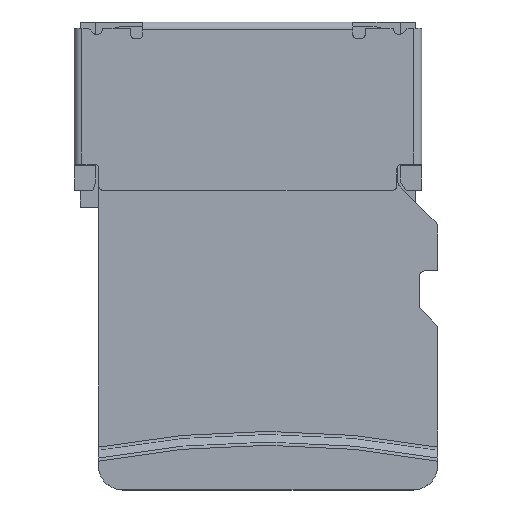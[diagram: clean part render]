
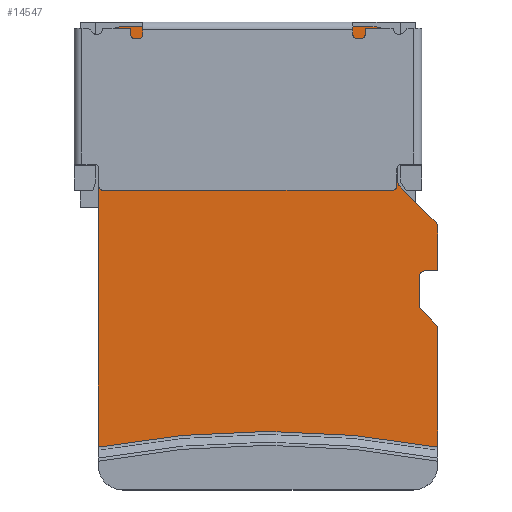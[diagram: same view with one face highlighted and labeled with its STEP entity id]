
A CAD part, top view. The second image highlights one B-rep face of the part: STEP entity #14547.
In plain terms, the highlighted planar face has unit normal (0, 0, 1).
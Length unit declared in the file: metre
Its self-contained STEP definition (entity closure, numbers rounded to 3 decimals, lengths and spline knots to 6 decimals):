
#270=CIRCLE('',#18821,0.030054);
#271=CIRCLE('',#18825,0.0002);
#273=CIRCLE('',#18829,0.0002);
#276=CIRCLE('',#18835,0.0002);
#277=CIRCLE('',#18838,0.0002);
#279=CIRCLE('',#18843,0.0008);
#281=CIRCLE('',#18846,0.0008);
#864=PLANE('',#18845);
#2275=LINE('',#26079,#3770);
#2281=LINE('',#26100,#3776);
#2282=LINE('',#26102,#3777);
#2286=LINE('',#26114,#3781);
#2290=LINE('',#26126,#3785);
#2293=LINE('',#26132,#3788);
#2297=LINE('',#26144,#3792);
#2301=LINE('',#26156,#3796);
#2305=LINE('',#26170,#3800);
#3770=VECTOR('',#21372,1.);
#3776=VECTOR('',#21388,1.);
#3777=VECTOR('',#21391,1.);
#3781=VECTOR('',#21403,1.);
#3785=VECTOR('',#21415,1.);
#3788=VECTOR('',#21420,1.);
#3792=VECTOR('',#21432,1.);
#3796=VECTOR('',#21444,1.);
#3800=VECTOR('',#21458,1.);
#6427=ORIENTED_EDGE('',*,*,#9711,.F.);
#6428=ORIENTED_EDGE('',*,*,#9717,.F.);
#6429=ORIENTED_EDGE('',*,*,#9720,.F.);
#6430=ORIENTED_EDGE('',*,*,#9721,.F.);
#6431=ORIENTED_EDGE('',*,*,#9724,.F.);
#6432=ORIENTED_EDGE('',*,*,#9727,.F.);
#6433=ORIENTED_EDGE('',*,*,#9730,.F.);
#6434=ORIENTED_EDGE('',*,*,#9733,.F.);
#6435=ORIENTED_EDGE('',*,*,#9736,.F.);
#6436=ORIENTED_EDGE('',*,*,#9741,.F.);
#6437=ORIENTED_EDGE('',*,*,#9742,.F.);
#6438=ORIENTED_EDGE('',*,*,#9745,.F.);
#6439=ORIENTED_EDGE('',*,*,#9748,.F.);
#6440=ORIENTED_EDGE('',*,*,#9753,.F.);
#6441=ORIENTED_EDGE('',*,*,#9755,.F.);
#6442=ORIENTED_EDGE('',*,*,#9756,.F.);
#9711=EDGE_CURVE('',#11481,#11482,#2275,.T.);
#9717=EDGE_CURVE('',#11485,#11481,#270,.T.);
#9720=EDGE_CURVE('',#11487,#11485,#2281,.T.);
#9721=EDGE_CURVE('',#11488,#11487,#2282,.T.);
#9724=EDGE_CURVE('',#11490,#11488,#271,.T.);
#9727=EDGE_CURVE('',#11492,#11490,#2286,.T.);
#9730=EDGE_CURVE('',#11494,#11492,#273,.T.);
#9733=EDGE_CURVE('',#11496,#11494,#2290,.T.);
#9736=EDGE_CURVE('',#11498,#11496,#2293,.T.);
#9741=EDGE_CURVE('',#11501,#11498,#276,.T.);
#9742=EDGE_CURVE('',#11502,#11501,#2297,.T.);
#9745=EDGE_CURVE('',#11504,#11502,#277,.T.);
#9748=EDGE_CURVE('',#11506,#11504,#2301,.T.);
#9753=EDGE_CURVE('',#11510,#11506,#279,.T.);
#9755=EDGE_CURVE('',#11511,#11510,#2305,.T.);
#9756=EDGE_CURVE('',#11482,#11511,#281,.T.);
#11481=VERTEX_POINT('',#26078);
#11482=VERTEX_POINT('',#26080);
#11485=VERTEX_POINT('',#26093);
#11487=VERTEX_POINT('',#26099);
#11488=VERTEX_POINT('',#26103);
#11490=VERTEX_POINT('',#26109);
#11492=VERTEX_POINT('',#26115);
#11494=VERTEX_POINT('',#26121);
#11496=VERTEX_POINT('',#26127);
#11498=VERTEX_POINT('',#26133);
#11501=VERTEX_POINT('',#26141);
#11502=VERTEX_POINT('',#26145);
#11504=VERTEX_POINT('',#26151);
#11506=VERTEX_POINT('',#26157);
#11510=VERTEX_POINT('',#26166);
#11511=VERTEX_POINT('',#26171);
#12652=EDGE_LOOP('',(#6427,#6428,#6429,#6430,#6431,#6432,#6433,#6434,#6435,
#6436,#6437,#6438,#6439,#6440,#6441,#6442));
#13454=FACE_BOUND('',#12652,.T.);
#14547=ADVANCED_FACE('',(#13454),#864,.F.);
#18821=AXIS2_PLACEMENT_3D('',#26094,#21382,#21383);
#18825=AXIS2_PLACEMENT_3D('',#26108,#21396,#21397);
#18829=AXIS2_PLACEMENT_3D('',#26120,#21408,#21409);
#18835=AXIS2_PLACEMENT_3D('',#26142,#21428,#21429);
#18838=AXIS2_PLACEMENT_3D('',#26150,#21437,#21438);
#18843=AXIS2_PLACEMENT_3D('',#26167,#21452,#21453);
#18845=AXIS2_PLACEMENT_3D('',#26169,#21456,#21457);
#18846=AXIS2_PLACEMENT_3D('',#26172,#21459,#21460);
#21372=DIRECTION('',(0.,1.,0.));
#21382=DIRECTION('',(0.,0.,1.));
#21383=DIRECTION('',(-1.,0.,0.));
#21388=DIRECTION('',(0.,-1.,0.));
#21391=DIRECTION('',(0.707,-0.707,0.));
#21396=DIRECTION('',(0.,0.,1.));
#21397=DIRECTION('',(-1.,0.,0.));
#21403=DIRECTION('',(0.,-1.,0.));
#21408=DIRECTION('',(0.,0.,1.));
#21409=DIRECTION('',(0.,1.,0.));
#21415=DIRECTION('',(-1.,0.,0.));
#21420=DIRECTION('',(0.,-1.,0.));
#21428=DIRECTION('',(0.,0.,-1.));
#21429=DIRECTION('',(0.707,0.707,0.));
#21432=DIRECTION('',(0.707,-0.707,0.));
#21437=DIRECTION('',(0.,0.,1.));
#21438=DIRECTION('',(-1.,0.,0.));
#21444=DIRECTION('',(0.,-1.,0.));
#21452=DIRECTION('',(0.,0.,-1.));
#21453=DIRECTION('',(0.,1.,0.));
#21456=DIRECTION('',(0.,0.,-1.));
#21457=DIRECTION('',(0.,-1.,0.));
#21458=DIRECTION('',(1.,0.,0.));
#21459=DIRECTION('',(0.,0.,-1.));
#21460=DIRECTION('',(-1.,0.,0.));
#26078=CARTESIAN_POINT('',(-0.00485,-0.010358,0.001364));
#26079=CARTESIAN_POINT('',(-0.00485,-0.010358,0.001364));
#26080=CARTESIAN_POINT('',(-0.00485,0.002455,0.001364));
#26093=CARTESIAN_POINT('',(0.00615,-0.010358,0.001364));
#26094=CARTESIAN_POINT('',(0.00065,-0.039905,0.001364));
#26099=CARTESIAN_POINT('',(0.00615,-0.006445,0.001364));
#26100=CARTESIAN_POINT('',(0.00615,-0.003937,0.001364));
#26102=CARTESIAN_POINT('',(0.005609,-0.005904,0.001364));
#26103=CARTESIAN_POINT('',(0.005609,-0.005904,0.001364));
#26108=CARTESIAN_POINT('',(0.00575,-0.005762,0.001364));
#26109=CARTESIAN_POINT('',(0.00555,-0.005762,0.001364));
#26114=CARTESIAN_POINT('',(0.00555,-0.004845,0.001364));
#26115=CARTESIAN_POINT('',(0.00555,-0.004845,0.001364));
#26120=CARTESIAN_POINT('',(0.00575,-0.004845,0.001364));
#26121=CARTESIAN_POINT('',(0.00575,-0.004645,0.001364));
#26126=CARTESIAN_POINT('',(0.00615,-0.004645,0.001364));
#26127=CARTESIAN_POINT('',(0.00615,-0.004645,0.001364));
#26132=CARTESIAN_POINT('',(0.00615,-0.003228,0.001364));
#26133=CARTESIAN_POINT('',(0.00615,-0.003228,0.001364));
#26141=CARTESIAN_POINT('',(0.006091,-0.003087,0.001364));
#26142=CARTESIAN_POINT('',(0.00595,-0.003228,0.001364));
#26144=CARTESIAN_POINT('',(0.004909,-0.001904,0.001364));
#26145=CARTESIAN_POINT('',(0.004909,-0.001904,0.001364));
#26150=CARTESIAN_POINT('',(0.00505,-0.001762,0.001364));
#26151=CARTESIAN_POINT('',(0.00485,-0.001762,0.001364));
#26156=CARTESIAN_POINT('',(0.00485,0.002455,0.001364));
#26157=CARTESIAN_POINT('',(0.00485,0.002455,0.001364));
#26166=CARTESIAN_POINT('',(0.00405,0.003255,0.001364));
#26167=CARTESIAN_POINT('',(0.00405,0.002455,0.001364));
#26169=CARTESIAN_POINT('',(0.00065,-0.003552,0.001364));
#26170=CARTESIAN_POINT('',(-0.00405,0.003255,0.001364));
#26171=CARTESIAN_POINT('',(-0.00405,0.003255,0.001364));
#26172=CARTESIAN_POINT('',(-0.00405,0.002455,0.001364));
